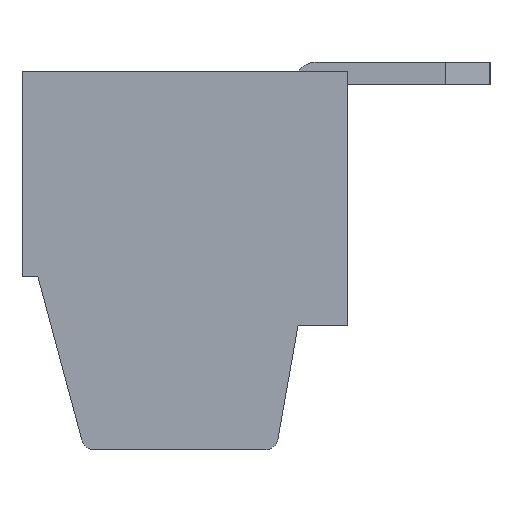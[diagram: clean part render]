
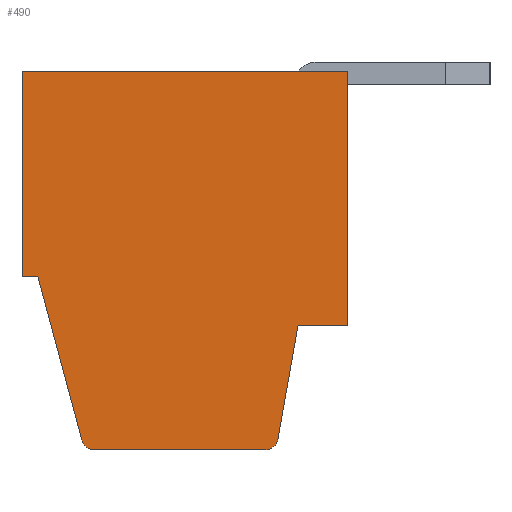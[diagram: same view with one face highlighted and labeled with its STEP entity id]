
A CAD part, left-side view. The second image highlights one B-rep face of the part: STEP entity #490.
In plain terms, the highlighted planar face has unit normal (-1, 0, 0).
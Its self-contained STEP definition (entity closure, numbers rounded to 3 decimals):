
#490 = ADVANCED_FACE( '', ( #1345 ), #1346, .T. );
#1345 = FACE_OUTER_BOUND( '', #2660, .T. );
#1346 = PLANE( '', #2661 );
#2660 = EDGE_LOOP( '', ( #4140, #4141, #4142, #4143, #4144, #4145, #4146, #4147, #4148, #4149 ) );
#2661 = AXIS2_PLACEMENT_3D( '', #4150, #4151, #4152 );
#4140 = ORIENTED_EDGE( '', *, *, #7402, .T. );
#4141 = ORIENTED_EDGE( '', *, *, #7403, .T. );
#4142 = ORIENTED_EDGE( '', *, *, #7404, .T. );
#4143 = ORIENTED_EDGE( '', *, *, #7405, .T. );
#4144 = ORIENTED_EDGE( '', *, *, #7406, .T. );
#4145 = ORIENTED_EDGE( '', *, *, #7299, .T. );
#4146 = ORIENTED_EDGE( '', *, *, #7407, .T. );
#4147 = ORIENTED_EDGE( '', *, *, #7408, .T. );
#4148 = ORIENTED_EDGE( '', *, *, #7409, .T. );
#4149 = ORIENTED_EDGE( '', *, *, #7410, .T. );
#4150 = CARTESIAN_POINT( '', ( 165.647, 259.734, -4.2 ) );
#4151 = DIRECTION( '', ( -1., 0., 0. ) );
#4152 = DIRECTION( '', ( 0., -1., 0. ) );
#7299 = EDGE_CURVE( '', #8647, #8648, #8649, .T. );
#7402 = EDGE_CURVE( '', #8828, #8829, #8830, .T. );
#7403 = EDGE_CURVE( '', #8829, #8831, #8832, .T. );
#7404 = EDGE_CURVE( '', #8831, #8833, #8834, .T. );
#7405 = EDGE_CURVE( '', #8833, #8835, #8836, .T. );
#7406 = EDGE_CURVE( '', #8835, #8647, #8837, .T. );
#7407 = EDGE_CURVE( '', #8648, #8838, #8839, .T. );
#7408 = EDGE_CURVE( '', #8838, #8840, #8841, .T. );
#7409 = EDGE_CURVE( '', #8840, #8842, #8843, .T. );
#7410 = EDGE_CURVE( '', #8842, #8828, #8844, .T. );
#8647 = VERTEX_POINT( '', #10612 );
#8648 = VERTEX_POINT( '', #10613 );
#8649 = LINE( '', #10614, #10615 );
#8828 = VERTEX_POINT( '', #10849 );
#8829 = VERTEX_POINT( '', #10850 );
#8830 = LINE( '', #10851, #10852 );
#8831 = VERTEX_POINT( '', #10853 );
#8832 = CIRCLE( '', #10854, 0.3 );
#8833 = VERTEX_POINT( '', #10855 );
#8834 = LINE( '', #10856, #10857 );
#8835 = VERTEX_POINT( '', #10858 );
#8836 = CIRCLE( '', #10859, 0.3 );
#8837 = LINE( '', #10860, #10861 );
#8838 = VERTEX_POINT( '', #10862 );
#8839 = LINE( '', #10863, #10864 );
#8840 = VERTEX_POINT( '', #10865 );
#8841 = LINE( '', #10866, #10867 );
#8842 = VERTEX_POINT( '', #10868 );
#8843 = LINE( '', #10869, #10870 );
#8844 = LINE( '', #10871, #10872 );
#10612 = CARTESIAN_POINT( '', ( 165.647, 253.541, -5.7 ) );
#10613 = CARTESIAN_POINT( '', ( 165.647, 252.434, -5.7 ) );
#10614 = CARTESIAN_POINT( '', ( 165.647, 252.434, -5.7 ) );
#10615 = VECTOR( '', #13126, 1000. );
#10849 = CARTESIAN_POINT( '', ( 165.647, 259.379, -4.6 ) );
#10850 = CARTESIAN_POINT( '', ( 165.647, 258.394, -8.278 ) );
#10851 = CARTESIAN_POINT( '', ( 165.647, 258.394, -8.278 ) );
#10852 = VECTOR( '', #13260, 1000. );
#10853 = CARTESIAN_POINT( '', ( 165.647, 258.104, -8.5 ) );
#10854 = AXIS2_PLACEMENT_3D( '', #13261, #13262, #13263 );
#10855 = CARTESIAN_POINT( '', ( 165.647, 254.286, -8.5 ) );
#10856 = CARTESIAN_POINT( '', ( 165.647, 254.286, -8.5 ) );
#10857 = VECTOR( '', #13264, 1000. );
#10858 = CARTESIAN_POINT( '', ( 165.647, 253.991, -8.252 ) );
#10859 = AXIS2_PLACEMENT_3D( '', #13265, #13266, #13267 );
#10860 = CARTESIAN_POINT( '', ( 165.647, 253.541, -5.7 ) );
#10861 = VECTOR( '', #13268, 1000. );
#10862 = CARTESIAN_POINT( '', ( 165.647, 252.434, 0. ) );
#10863 = CARTESIAN_POINT( '', ( 165.647, 252.434, 0. ) );
#10864 = VECTOR( '', #13269, 1000. );
#10865 = CARTESIAN_POINT( '', ( 165.647, 259.734, 0. ) );
#10866 = CARTESIAN_POINT( '', ( 165.647, 259.734, 0. ) );
#10867 = VECTOR( '', #13270, 1000. );
#10868 = CARTESIAN_POINT( '', ( 165.647, 259.734, -4.6 ) );
#10869 = CARTESIAN_POINT( '', ( 165.647, 259.734, -4.6 ) );
#10870 = VECTOR( '', #13271, 1000. );
#10871 = CARTESIAN_POINT( '', ( 165.647, 259.379, -4.6 ) );
#10872 = VECTOR( '', #13272, 1000. );
#13126 = DIRECTION( '', ( 0., -1., 0. ) );
#13260 = DIRECTION( '', ( 0., -0.259, -0.966 ) );
#13261 = CARTESIAN_POINT( '', ( 165.647, 258.104, -8.2 ) );
#13262 = DIRECTION( '', ( -1., 0., 0. ) );
#13263 = DIRECTION( '', ( 0., -1., 0. ) );
#13264 = DIRECTION( '', ( 0., -1., 0. ) );
#13265 = CARTESIAN_POINT( '', ( 165.647, 254.286, -8.2 ) );
#13266 = DIRECTION( '', ( -1., 0., 0. ) );
#13267 = DIRECTION( '', ( 0., -1., 0. ) );
#13268 = DIRECTION( '', ( 0., -0.174, 0.985 ) );
#13269 = DIRECTION( '', ( 0., 0., 1. ) );
#13270 = DIRECTION( '', ( 0., 1., 0. ) );
#13271 = DIRECTION( '', ( 0., 0., -1. ) );
#13272 = DIRECTION( '', ( 0., -1., 0. ) );
